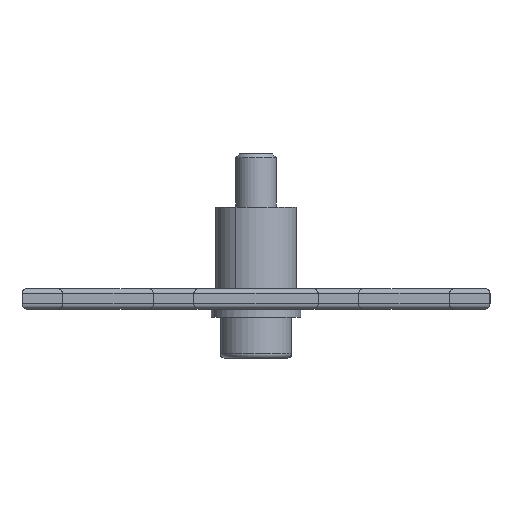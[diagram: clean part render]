
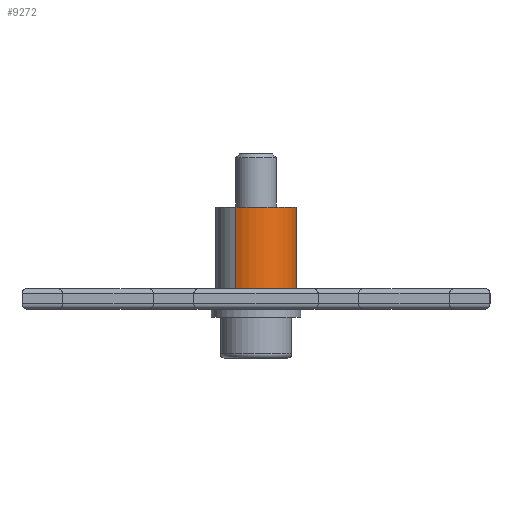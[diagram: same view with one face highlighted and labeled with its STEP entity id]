
A CAD part, left-side view. The second image highlights one B-rep face of the part: STEP entity #9272.
In plain terms, the highlighted cylindrical face has radius 4 mm (diameter 8 mm), a partial arc.
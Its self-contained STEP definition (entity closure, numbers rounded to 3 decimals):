
#30 = DIRECTION ( 'NONE',  ( 0., 0., 1. ) ) ;
#48 = ORIENTED_EDGE ( 'NONE', *, *, #2386, .F. ) ;
#566 = EDGE_LOOP ( 'NONE', ( #12368, #5872, #13265, #48 ) ) ;
#1399 = DIRECTION ( 'NONE',  ( 0., 1., 0. ) ) ;
#2213 = EDGE_CURVE ( 'NONE', #6095, #4769, #10845, .T. ) ;
#2317 = VECTOR ( 'NONE', #1399, 1000. ) ;
#2386 = EDGE_CURVE ( 'NONE', #8856, #6095, #3560, .T. ) ;
#2564 = EDGE_CURVE ( 'NONE', #4075, #4769, #6353, .T. ) ;
#2919 = CARTESIAN_POINT ( 'NONE',  ( 0., -8., -4. ) ) ;
#3340 = CARTESIAN_POINT ( 'NONE',  ( 0., -8., 0. ) ) ;
#3560 = LINE ( 'NONE', #6858, #2317 ) ;
#4075 = VERTEX_POINT ( 'NONE', #2919 ) ;
#4641 = CYLINDRICAL_SURFACE ( 'NONE', #7281, 4. ) ;
#4769 = VERTEX_POINT ( 'NONE', #6452 ) ;
#5423 = CARTESIAN_POINT ( 'NONE',  ( 0., -8., -4. ) ) ;
#5649 = FACE_OUTER_BOUND ( 'NONE', #566, .T. ) ;
#5872 = ORIENTED_EDGE ( 'NONE', *, *, #2564, .T. ) ;
#5902 = CIRCLE ( 'NONE', #11421, 4. ) ;
#6095 = VERTEX_POINT ( 'NONE', #11276 ) ;
#6353 = LINE ( 'NONE', #5423, #12175 ) ;
#6442 = DIRECTION ( 'NONE',  ( 0., 0., 1. ) ) ;
#6452 = CARTESIAN_POINT ( 'NONE',  ( 0., 0., -4. ) ) ;
#6487 = EDGE_CURVE ( 'NONE', #8856, #4075, #5902, .T. ) ;
#6512 = CARTESIAN_POINT ( 'NONE',  ( 0., 0., 0. ) ) ;
#6858 = CARTESIAN_POINT ( 'NONE',  ( 0., -8., 4. ) ) ;
#7281 = AXIS2_PLACEMENT_3D ( 'NONE', #11267, #9905, #30 ) ;
#7732 = DIRECTION ( 'NONE',  ( 0., 1., 0. ) ) ;
#8295 = AXIS2_PLACEMENT_3D ( 'NONE', #6512, #8530, #6442 ) ;
#8530 = DIRECTION ( 'NONE',  ( 0., 1., 0. ) ) ;
#8856 = VERTEX_POINT ( 'NONE', #13366 ) ;
#9272 = ADVANCED_FACE ( 'NONE', ( #5649 ), #4641, .T. ) ;
#9905 = DIRECTION ( 'NONE',  ( 0., 1., 0. ) ) ;
#10845 = CIRCLE ( 'NONE', #8295, 4. ) ;
#11054 = DIRECTION ( 'NONE',  ( 0., 0., 1. ) ) ;
#11267 = CARTESIAN_POINT ( 'NONE',  ( 0., -8., 0. ) ) ;
#11276 = CARTESIAN_POINT ( 'NONE',  ( 0., 0., 4. ) ) ;
#11421 = AXIS2_PLACEMENT_3D ( 'NONE', #3340, #7732, #11054 ) ;
#12175 = VECTOR ( 'NONE', #13061, 1000. ) ;
#12368 = ORIENTED_EDGE ( 'NONE', *, *, #6487, .T. ) ;
#13061 = DIRECTION ( 'NONE',  ( 0., 1., 0. ) ) ;
#13265 = ORIENTED_EDGE ( 'NONE', *, *, #2213, .F. ) ;
#13366 = CARTESIAN_POINT ( 'NONE',  ( 0., -8., 4. ) ) ;
